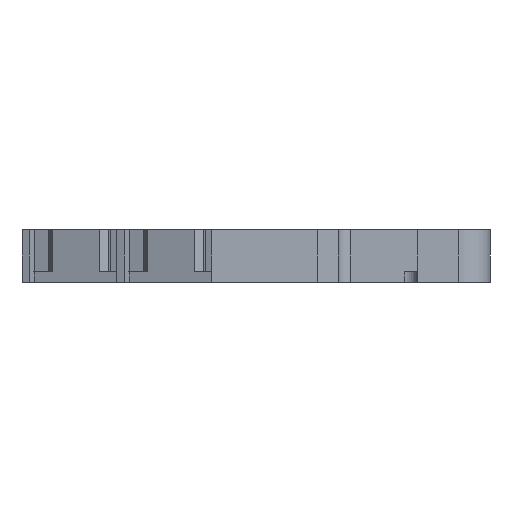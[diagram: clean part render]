
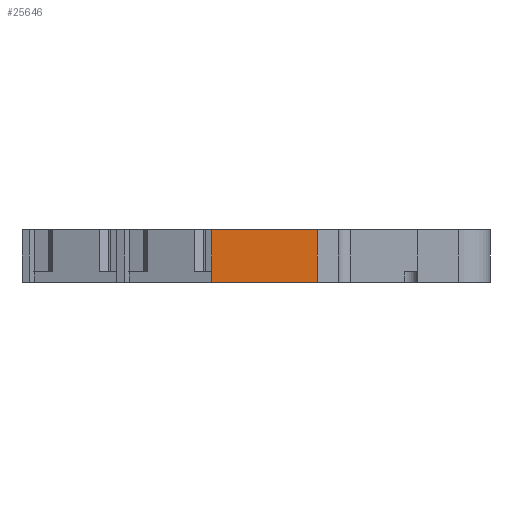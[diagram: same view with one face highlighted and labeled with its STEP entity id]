
A CAD part, left-side view. The second image highlights one B-rep face of the part: STEP entity #25646.
In plain terms, the highlighted planar face has unit normal (-1, 0, 0).
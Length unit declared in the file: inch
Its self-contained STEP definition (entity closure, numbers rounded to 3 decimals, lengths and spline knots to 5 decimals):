
#216 = VECTOR ( 'NONE', #20654, 39.37008 ) ;
#1850 = DIRECTION ( 'NONE',  ( 0., -1., 0. ) ) ;
#2488 = CARTESIAN_POINT ( 'NONE',  ( -1.71654, 0.76772, -0.19685 ) ) ;
#3339 = CARTESIAN_POINT ( 'NONE',  ( -1.71654, 0.76772, -0.19685 ) ) ;
#4457 = CARTESIAN_POINT ( 'NONE',  ( -1.71654, -0.28913, 0. ) ) ;
#5542 = EDGE_CURVE ( 'NONE', #31512, #14612, #14135, .T. ) ;
#6476 = EDGE_LOOP ( 'NONE', ( #11515, #21511, #25321, #18677 ) ) ;
#6774 = EDGE_CURVE ( 'NONE', #31512, #33585, #23748, .T. ) ;
#6999 = EDGE_CURVE ( 'NONE', #14612, #20154, #17807, .T. ) ;
#7689 = PLANE ( 'NONE',  #21879 ) ;
#9868 = CARTESIAN_POINT ( 'NONE',  ( -1.71654, 0.76772, -0.19685 ) ) ;
#10551 = CARTESIAN_POINT ( 'NONE',  ( -1.71654, 0.76772, -0.19685 ) ) ;
#11515 = ORIENTED_EDGE ( 'NONE', *, *, #5542, .F. ) ;
#11991 = DIRECTION ( 'NONE',  ( 0., -1., 0. ) ) ;
#14135 = LINE ( 'NONE', #3339, #23524 ) ;
#14612 = VERTEX_POINT ( 'NONE', #27939 ) ;
#16886 = VECTOR ( 'NONE', #11991, 39.37008 ) ;
#17807 = LINE ( 'NONE', #4457, #19603 ) ;
#18677 = ORIENTED_EDGE ( 'NONE', *, *, #6999, .F. ) ;
#19603 = VECTOR ( 'NONE', #1850, 39.37008 ) ;
#20154 = VERTEX_POINT ( 'NONE', #22524 ) ;
#20337 = DIRECTION ( 'NONE',  ( 0., 0., -1. ) ) ;
#20654 = DIRECTION ( 'NONE',  ( 0., 0., 1. ) ) ;
#21511 = ORIENTED_EDGE ( 'NONE', *, *, #6774, .T. ) ;
#21879 = AXIS2_PLACEMENT_3D ( 'NONE', #2488, #30865, #20337 ) ;
#22524 = CARTESIAN_POINT ( 'NONE',  ( -1.71654, 0.37402, 0. ) ) ;
#23524 = VECTOR ( 'NONE', #29430, 39.37008 ) ;
#23650 = LINE ( 'NONE', #31674, #216 ) ;
#23748 = LINE ( 'NONE', #10551, #16886 ) ;
#25321 = ORIENTED_EDGE ( 'NONE', *, *, #33986, .T. ) ;
#25646 = ADVANCED_FACE ( 'NONE', ( #34127 ), #7689, .F. ) ;
#27939 = CARTESIAN_POINT ( 'NONE',  ( -1.71654, 0.76772, 0. ) ) ;
#29430 = DIRECTION ( 'NONE',  ( 0., 0., 1. ) ) ;
#30865 = DIRECTION ( 'NONE',  ( 1., 0., 0. ) ) ;
#31512 = VERTEX_POINT ( 'NONE', #9868 ) ;
#31674 = CARTESIAN_POINT ( 'NONE',  ( -1.71654, 0.37402, -0.19685 ) ) ;
#32446 = CARTESIAN_POINT ( 'NONE',  ( -1.71654, 0.37402, -0.19685 ) ) ;
#33585 = VERTEX_POINT ( 'NONE', #32446 ) ;
#33986 = EDGE_CURVE ( 'NONE', #33585, #20154, #23650, .T. ) ;
#34127 = FACE_OUTER_BOUND ( 'NONE', #6476, .T. ) ;
